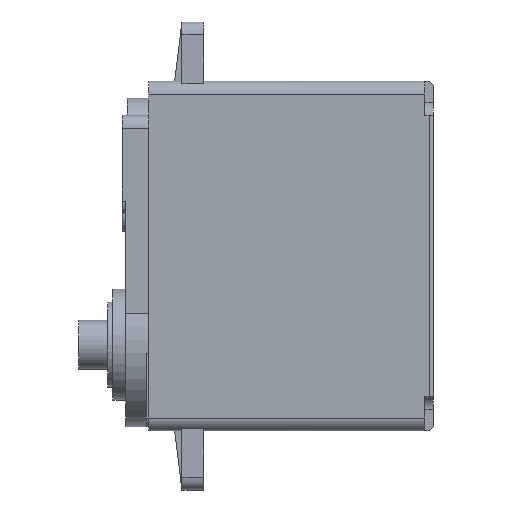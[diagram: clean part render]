
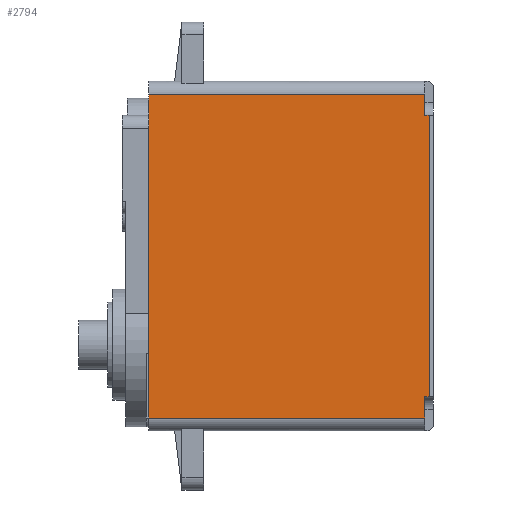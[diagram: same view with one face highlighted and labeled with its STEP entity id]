
A CAD part, left-side view. The second image highlights one B-rep face of the part: STEP entity #2794.
In plain terms, the highlighted planar face has unit normal (-1, 0, 0).
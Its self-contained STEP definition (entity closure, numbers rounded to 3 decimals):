
#297=DIRECTION('',(0.,-1.,0.));
#298=VECTOR('',#297,32.2);
#299=CARTESIAN_POINT('',(-10.05,33.2,24.08));
#300=LINE('',#299,#298);
#703=DIRECTION('',(0.,1.,0.));
#704=VECTOR('',#703,32.2);
#705=CARTESIAN_POINT('',(-10.05,1.,-13.72));
#706=LINE('',#705,#704);
#717=DIRECTION('',(0.,-1.,0.));
#718=VECTOR('',#717,0.5);
#719=CARTESIAN_POINT('',(-10.05,1.,-11.22));
#720=LINE('',#719,#718);
#721=DIRECTION('',(0.,0.,1.));
#722=VECTOR('',#721,2.5);
#723=CARTESIAN_POINT('',(-10.05,1.,-13.72));
#724=LINE('',#723,#722);
#725=DIRECTION('',(0.,0.,-1.));
#726=VECTOR('',#725,37.8);
#727=CARTESIAN_POINT('',(-10.05,33.2,24.08));
#728=LINE('',#727,#726);
#729=DIRECTION('',(0.,0.,1.));
#730=VECTOR('',#729,2.5);
#731=CARTESIAN_POINT('',(-10.05,1.,21.58));
#732=LINE('',#731,#730);
#733=DIRECTION('',(0.,1.,0.));
#734=VECTOR('',#733,0.5);
#735=CARTESIAN_POINT('',(-10.05,0.5,21.58));
#736=LINE('',#735,#734);
#737=DIRECTION('',(0.,0.,1.));
#738=VECTOR('',#737,32.8);
#739=CARTESIAN_POINT('',(-10.05,0.5,-11.22));
#740=LINE('',#739,#738);
#1477=CARTESIAN_POINT('',(-10.05,1.,-13.72));
#1479=VERTEX_POINT('',#1477);
#1491=CARTESIAN_POINT('',(-10.05,1.,-11.22));
#1492=VERTEX_POINT('',#1491);
#1495=CARTESIAN_POINT('',(-10.05,0.5,-11.22));
#1496=VERTEX_POINT('',#1495);
#1526=CARTESIAN_POINT('',(-10.05,1.,24.08));
#1528=VERTEX_POINT('',#1526);
#1529=CARTESIAN_POINT('',(-10.05,1.,21.58));
#1530=VERTEX_POINT('',#1529);
#1541=CARTESIAN_POINT('',(-10.05,0.5,21.58));
#1542=VERTEX_POINT('',#1541);
#1812=CARTESIAN_POINT('',(-10.05,33.2,-13.72));
#1814=VERTEX_POINT('',#1812);
#1815=CARTESIAN_POINT('',(-10.05,33.2,24.08));
#1816=VERTEX_POINT('',#1815);
#2775=CARTESIAN_POINT('',(-10.05,33.2,24.08));
#2776=DIRECTION('',(1.,0.,0.));
#2777=DIRECTION('',(0.,0.,-1.));
#2778=AXIS2_PLACEMENT_3D('',#2775,#2776,#2777);
#2779=PLANE('',#2778);
#2781=ORIENTED_EDGE('',*,*,#2780,.F.);
#2782=ORIENTED_EDGE('',*,*,#2763,.F.);
#2783=ORIENTED_EDGE('',*,*,#2752,.T.);
#2785=ORIENTED_EDGE('',*,*,#2784,.F.);
#2786=ORIENTED_EDGE('',*,*,#2118,.T.);
#2787=ORIENTED_EDGE('',*,*,#2147,.F.);
#2789=ORIENTED_EDGE('',*,*,#2788,.F.);
#2791=ORIENTED_EDGE('',*,*,#2790,.F.);
#2792=EDGE_LOOP('',(#2781,#2782,#2783,#2785,#2786,#2787,#2789,#2791));
#2793=FACE_OUTER_BOUND('',#2792,.F.);
#2794=ADVANCED_FACE('',(#2793),#2779,.F.);
#2118=EDGE_CURVE('',#1816,#1528,#300,.T.);
#2147=EDGE_CURVE('',#1530,#1528,#732,.T.);
#2752=EDGE_CURVE('',#1479,#1814,#706,.T.);
#2763=EDGE_CURVE('',#1479,#1492,#724,.T.);
#2780=EDGE_CURVE('',#1492,#1496,#720,.T.);
#2784=EDGE_CURVE('',#1816,#1814,#728,.T.);
#2788=EDGE_CURVE('',#1542,#1530,#736,.T.);
#2790=EDGE_CURVE('',#1496,#1542,#740,.T.);
